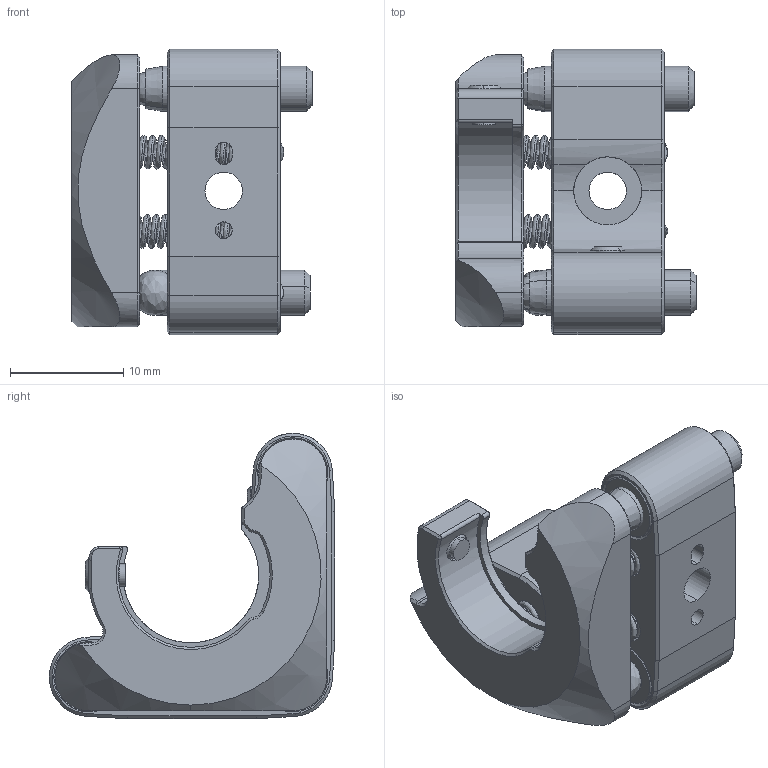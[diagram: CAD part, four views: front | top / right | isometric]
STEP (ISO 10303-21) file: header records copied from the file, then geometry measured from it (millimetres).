
FILE_DESCRIPTION (( 'STEP AP203' ), '1' );
FILE_NAME ('1.1.2.10，ZJK-0.5-2.STEP', '2024-01-11T02:16:19', ( '' ), ( '' ), 'SwSTEP 2.0', 'SolidWorks 2021', '' );
FILE_SCHEMA (( 'CONFIG_CONTROL_DESIGN' ));
Length unit declared in the file: millimetre
Products named in the file (1): 1.1.2.10，ZJK-0.5-2
Bounding box: 21.2 x 25.2 x 25.2 mm (x, y, z)
Surface area: 5205.8 mm2 (no closed solid volume)
Topology: 0 solids, 29 shells, 360 faces, 936 edges, 581 vertices
Faces by surface type: cone 117, plane 112, cylinder 109, bspline 22
Entity records: 24136 total; most frequent: CARTESIAN_POINT 15429, DIRECTION 1858, ORIENTED_EDGE 1697, EDGE_CURVE 922, AXIS2_PLACEMENT_3D 722, VERTEX_POINT 581, VECTOR 414, LINE 414
